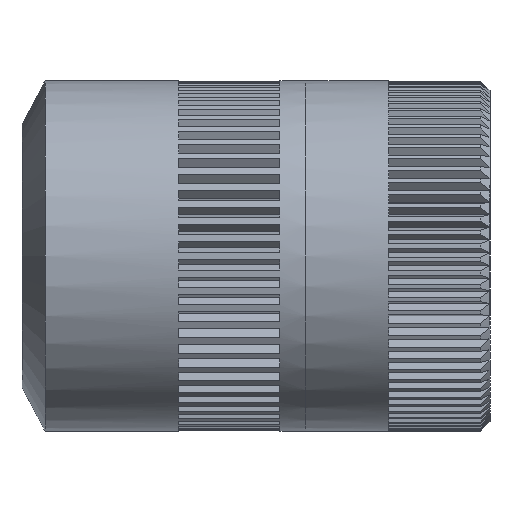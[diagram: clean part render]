
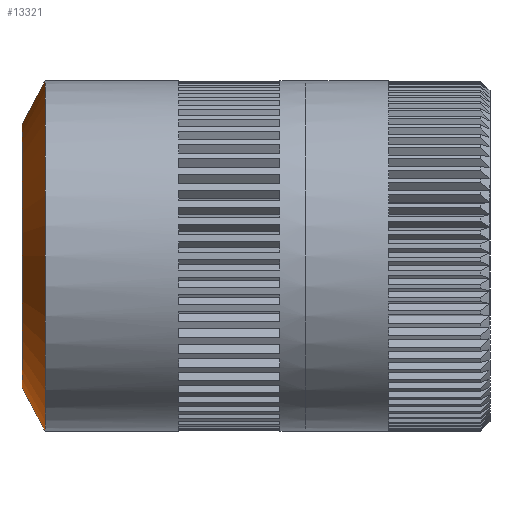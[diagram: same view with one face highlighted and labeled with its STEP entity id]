
A CAD part, left-side view. The second image highlights one B-rep face of the part: STEP entity #13321.
In plain terms, the highlighted conical face has half-angle 62.241 degrees and reference radius 19 mm.
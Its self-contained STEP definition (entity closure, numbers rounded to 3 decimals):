
#1950 = EDGE_LOOP ( 'NONE', ( #2926, #19198, #26394, #25710 ) ) ;
#2238 = VERTEX_POINT ( 'NONE', #27890 ) ;
#2926 = ORIENTED_EDGE ( 'NONE', *, *, #4338, .F. ) ;
#3428 = DIRECTION ( 'NONE',  ( 0., -1., 0. ) ) ;
#4074 = EDGE_CURVE ( 'NONE', #2238, #31600, #22771, .T. ) ;
#4338 = EDGE_CURVE ( 'NONE', #31600, #17498, #11122, .T. ) ;
#4897 = DIRECTION ( 'NONE',  ( 0., -0.466, 0.885 ) ) ;
#5086 = EDGE_CURVE ( 'NONE', #2238, #30499, #6388, .T. ) ;
#6276 = DIRECTION ( 'NONE',  ( 0., 1., 0. ) ) ;
#6388 = LINE ( 'NONE', #19149, #22809 ) ;
#7024 = DIRECTION ( 'NONE',  ( 0., 1., 0. ) ) ;
#8301 = DIRECTION ( 'NONE',  ( 0., -0.466, -0.885 ) ) ;
#9066 = DIRECTION ( 'NONE',  ( 0., 0., 1. ) ) ;
#11122 = LINE ( 'NONE', #27057, #31103 ) ;
#11312 = CONICAL_SURFACE ( 'NONE', #33230, 19., 1.086 ) ;
#13321 = ADVANCED_FACE ( 'NONE', ( #32142 ), #11312, .T. ) ;
#14404 = CARTESIAN_POINT ( 'NONE',  ( 0., 40.3, 19. ) ) ;
#17498 = VERTEX_POINT ( 'NONE', #14404 ) ;
#19149 = CARTESIAN_POINT ( 'NONE',  ( 0., 40.3, -19. ) ) ;
#19198 = ORIENTED_EDGE ( 'NONE', *, *, #4074, .F. ) ;
#19618 = CARTESIAN_POINT ( 'NONE',  ( 0., 40.3, 0. ) ) ;
#19728 = AXIS2_PLACEMENT_3D ( 'NONE', #35270, #7024, #26878 ) ;
#20531 = CARTESIAN_POINT ( 'NONE',  ( 0., 40.3, -19. ) ) ;
#21827 = CIRCLE ( 'NONE', #19728, 19. ) ;
#22771 = CIRCLE ( 'NONE', #23931, 14.25 ) ;
#22809 = VECTOR ( 'NONE', #8301, 1000. ) ;
#23931 = AXIS2_PLACEMENT_3D ( 'NONE', #31390, #6276, #9066 ) ;
#24907 = EDGE_CURVE ( 'NONE', #30499, #17498, #21827, .T. ) ;
#25710 = ORIENTED_EDGE ( 'NONE', *, *, #24907, .T. ) ;
#26394 = ORIENTED_EDGE ( 'NONE', *, *, #5086, .T. ) ;
#26878 = DIRECTION ( 'NONE',  ( 0., 0., 1. ) ) ;
#27057 = CARTESIAN_POINT ( 'NONE',  ( 0., 40.3, 19. ) ) ;
#27890 = CARTESIAN_POINT ( 'NONE',  ( 0., 42.8, -14.25 ) ) ;
#27907 = DIRECTION ( 'NONE',  ( 0., 0., -1. ) ) ;
#30499 = VERTEX_POINT ( 'NONE', #20531 ) ;
#31103 = VECTOR ( 'NONE', #4897, 1000. ) ;
#31390 = CARTESIAN_POINT ( 'NONE',  ( 0., 42.8, 0. ) ) ;
#31600 = VERTEX_POINT ( 'NONE', #35370 ) ;
#32142 = FACE_OUTER_BOUND ( 'NONE', #1950, .T. ) ;
#33230 = AXIS2_PLACEMENT_3D ( 'NONE', #19618, #3428, #27907 ) ;
#35270 = CARTESIAN_POINT ( 'NONE',  ( 0., 40.3, 0. ) ) ;
#35370 = CARTESIAN_POINT ( 'NONE',  ( 0., 42.8, 14.25 ) ) ;
